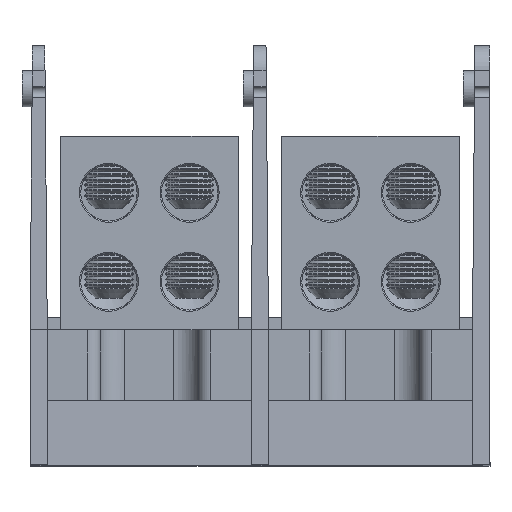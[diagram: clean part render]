
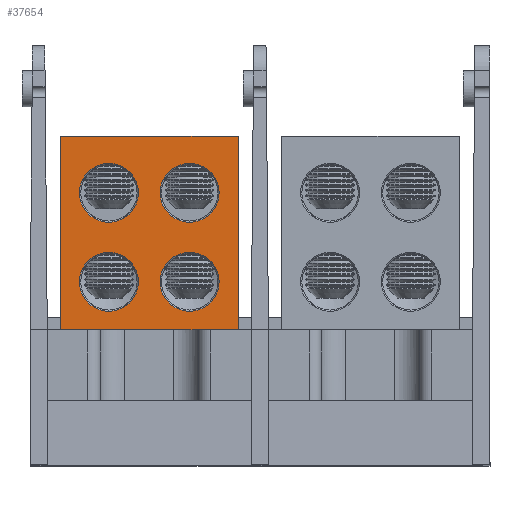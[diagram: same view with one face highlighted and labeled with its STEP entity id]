
A CAD part, top view. The second image highlights one B-rep face of the part: STEP entity #37654.
In plain terms, the highlighted planar face has unit normal (0, 0, 1).
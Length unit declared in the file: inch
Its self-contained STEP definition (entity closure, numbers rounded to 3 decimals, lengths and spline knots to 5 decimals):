
#2950 = EDGE_LOOP ( 'NONE', ( #33980 ) ) ;
#3820 = VERTEX_POINT ( 'NONE', #26180 ) ;
#4632 = EDGE_LOOP ( 'NONE', ( #43815 ) ) ;
#4790 = CIRCLE ( 'NONE', #8525, 0.22875 ) ;
#6704 = ORIENTED_EDGE ( 'NONE', *, *, #52408, .T. ) ;
#7128 = CARTESIAN_POINT ( 'NONE',  ( -1.025, -0.75, 1.5 ) ) ;
#7154 = FACE_BOUND ( 'NONE', #4632, .T. ) ;
#8184 = EDGE_CURVE ( 'NONE', #49569, #50178, #33998, .T. ) ;
#8525 = AXIS2_PLACEMENT_3D ( 'NONE', #12900, #46743, #17797 ) ;
#10084 = VERTEX_POINT ( 'NONE', #50228 ) ;
#12533 = VECTOR ( 'NONE', #31341, 39.37008 ) ;
#12900 = CARTESIAN_POINT ( 'NONE',  ( -2.028, -0.378, 1.5 ) ) ;
#14487 = DIRECTION ( 'NONE',  ( 0., 0., -1. ) ) ;
#17797 = DIRECTION ( 'NONE',  ( -1., 0., 0. ) ) ;
#17887 = CARTESIAN_POINT ( 'NONE',  ( -1.63075, 0.312, 1.5 ) ) ;
#18383 = DIRECTION ( 'NONE',  ( 0., -1., 0. ) ) ;
#18815 = EDGE_CURVE ( 'NONE', #58661, #58661, #35665, .T. ) ;
#19186 = EDGE_CURVE ( 'NONE', #56560, #3820, #39726, .T. ) ;
#19398 = AXIS2_PLACEMENT_3D ( 'NONE', #23594, #57411, #28442 ) ;
#20048 = FACE_BOUND ( 'NONE', #24950, .T. ) ;
#20991 = LINE ( 'NONE', #7128, #33855 ) ;
#21054 = CARTESIAN_POINT ( 'NONE',  ( -1.025, -0.75, 1.5 ) ) ;
#21551 = FACE_BOUND ( 'NONE', #2950, .T. ) ;
#22457 = DIRECTION ( 'NONE',  ( 0., -1., 0. ) ) ;
#23594 = CARTESIAN_POINT ( 'NONE',  ( -1.402, -0.378, 1.5 ) ) ;
#23661 = CARTESIAN_POINT ( 'NONE',  ( -1.402, 0.312, 1.5 ) ) ;
#24371 = EDGE_LOOP ( 'NONE', ( #39277, #61940, #57392, #30144 ) ) ;
#24950 = EDGE_LOOP ( 'NONE', ( #49866 ) ) ;
#25820 = AXIS2_PLACEMENT_3D ( 'NONE', #21054, #54892, #25929 ) ;
#25929 = DIRECTION ( 'NONE',  ( -1., 0., 0. ) ) ;
#26180 = CARTESIAN_POINT ( 'NONE',  ( -1.025, -0.75, 1.5 ) ) ;
#26860 = EDGE_CURVE ( 'NONE', #56560, #49569, #49620, .T. ) ;
#28283 = CARTESIAN_POINT ( 'NONE',  ( -2.405, -0.75, 1.5 ) ) ;
#28442 = DIRECTION ( 'NONE',  ( -1., 0., 0. ) ) ;
#28515 = DIRECTION ( 'NONE',  ( -1., 0., 0. ) ) ;
#30144 = ORIENTED_EDGE ( 'NONE', *, *, #26860, .T. ) ;
#30683 = CARTESIAN_POINT ( 'NONE',  ( -2.405, 0.75, 1.5 ) ) ;
#31341 = DIRECTION ( 'NONE',  ( -1., 0., 0. ) ) ;
#31425 = FACE_BOUND ( 'NONE', #54906, .T. ) ;
#32934 = CIRCLE ( 'NONE', #53860, 0.22875 ) ;
#33855 = VECTOR ( 'NONE', #36154, 39.37008 ) ;
#33980 = ORIENTED_EDGE ( 'NONE', *, *, #18815, .T. ) ;
#33998 = LINE ( 'NONE', #28283, #46868 ) ;
#34489 = CIRCLE ( 'NONE', #44416, 0.22875 ) ;
#35053 = CARTESIAN_POINT ( 'NONE',  ( -2.405, -0.75, 1.5 ) ) ;
#35665 = CIRCLE ( 'NONE', #19398, 0.22875 ) ;
#36154 = DIRECTION ( 'NONE',  ( -1., 0., 0. ) ) ;
#37450 = EDGE_CURVE ( 'NONE', #40421, #40421, #34489, .T. ) ;
#37654 = ADVANCED_FACE ( 'NONE', ( #20048, #21551, #31425, #7154, #58617 ), #54682, .F. ) ;
#38033 = CARTESIAN_POINT ( 'NONE',  ( -1.63075, -0.378, 1.5 ) ) ;
#39277 = ORIENTED_EDGE ( 'NONE', *, *, #8184, .T. ) ;
#39726 = LINE ( 'NONE', #46579, #52595 ) ;
#40296 = EDGE_CURVE ( 'NONE', #10084, #10084, #4790, .T. ) ;
#40326 = CARTESIAN_POINT ( 'NONE',  ( -2.25675, 0.312, 1.5 ) ) ;
#40421 = VERTEX_POINT ( 'NONE', #40326 ) ;
#43481 = CARTESIAN_POINT ( 'NONE',  ( -2.028, 0.312, 1.5 ) ) ;
#43815 = ORIENTED_EDGE ( 'NONE', *, *, #37450, .T. ) ;
#44416 = AXIS2_PLACEMENT_3D ( 'NONE', #43481, #14487, #48351 ) ;
#45091 = EDGE_CURVE ( 'NONE', #3820, #50178, #20991, .T. ) ;
#45638 = VERTEX_POINT ( 'NONE', #17887 ) ;
#46579 = CARTESIAN_POINT ( 'NONE',  ( -1.025, -0.75, 1.5 ) ) ;
#46743 = DIRECTION ( 'NONE',  ( 0., 0., -1. ) ) ;
#46868 = VECTOR ( 'NONE', #18383, 39.37008 ) ;
#46930 = CARTESIAN_POINT ( 'NONE',  ( -1.025, 0.75, 1.5 ) ) ;
#48351 = DIRECTION ( 'NONE',  ( -1., 0., 0. ) ) ;
#49569 = VERTEX_POINT ( 'NONE', #30683 ) ;
#49620 = LINE ( 'NONE', #60246, #12533 ) ;
#49866 = ORIENTED_EDGE ( 'NONE', *, *, #40296, .T. ) ;
#50178 = VERTEX_POINT ( 'NONE', #35053 ) ;
#50228 = CARTESIAN_POINT ( 'NONE',  ( -2.25675, -0.378, 1.5 ) ) ;
#52408 = EDGE_CURVE ( 'NONE', #45638, #45638, #32934, .T. ) ;
#52595 = VECTOR ( 'NONE', #22457, 39.37008 ) ;
#53860 = AXIS2_PLACEMENT_3D ( 'NONE', #23661, #57496, #28515 ) ;
#54682 = PLANE ( 'NONE',  #25820 ) ;
#54892 = DIRECTION ( 'NONE',  ( 0., 0., -1. ) ) ;
#54906 = EDGE_LOOP ( 'NONE', ( #6704 ) ) ;
#56560 = VERTEX_POINT ( 'NONE', #46930 ) ;
#57392 = ORIENTED_EDGE ( 'NONE', *, *, #19186, .F. ) ;
#57411 = DIRECTION ( 'NONE',  ( 0., 0., -1. ) ) ;
#57496 = DIRECTION ( 'NONE',  ( 0., 0., -1. ) ) ;
#58617 = FACE_OUTER_BOUND ( 'NONE', #24371, .T. ) ;
#58661 = VERTEX_POINT ( 'NONE', #38033 ) ;
#60246 = CARTESIAN_POINT ( 'NONE',  ( -1.025, 0.75, 1.5 ) ) ;
#61940 = ORIENTED_EDGE ( 'NONE', *, *, #45091, .F. ) ;
